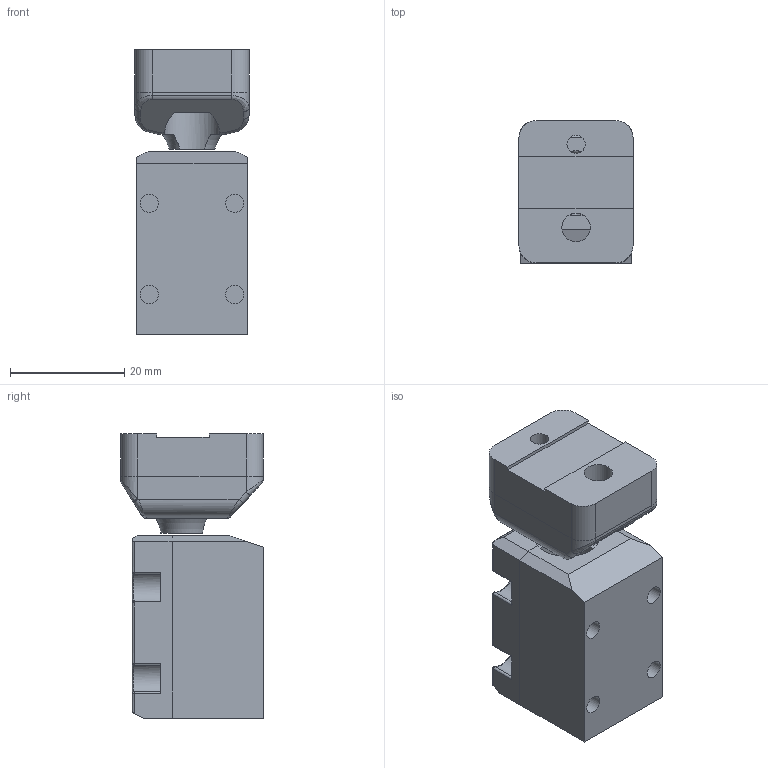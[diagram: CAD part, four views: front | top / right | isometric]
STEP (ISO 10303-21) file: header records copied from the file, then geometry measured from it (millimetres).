
FILE_DESCRIPTION(/* description */ (''),/* implementation_level */ '2;1');
FILE_NAME(/* name */ 'VORON2_v2.4_Assembly_Z Joint v51.step',/* time_stamp */ '2021-08-25T09:49:27-07:00',/* author */ (''),/* organization */ (''),/* preprocessor_version */ 'ST-DEVELOPER v18.1',/* originating_system */ 'Autodesk Translation Framework v10.9.0.1377',/* authorisation */ '');
FILE_SCHEMA (('AUTOMOTIVE_DESIGN { 1 0 10303 214 3 1 1 }'));
Length unit declared in the file: millimetre
Products named in the file (1): VORON2_v2.4_Assembly_Z Joint
Bounding box: 20 x 25.01 x 49.85 mm (x, y, z)
Volume: 15696.4 mm3; surface area: 9574.8 mm2
Topology: 4 solids, 5 shells, 177 faces, 443 edges, 284 vertices
Faces by surface type: plane 81, cylinder 68, bspline 18, torus 10
Full cylindrical faces by diameter (mm): 3.2 x10, 5 x4
Entity records: 6000 total; most frequent: CARTESIAN_POINT 1685, DIRECTION 893, ORIENTED_EDGE 886, EDGE_CURVE 443, AXIS2_PLACEMENT_3D 322, VERTEX_POINT 284, LINE 249, VECTOR 249
